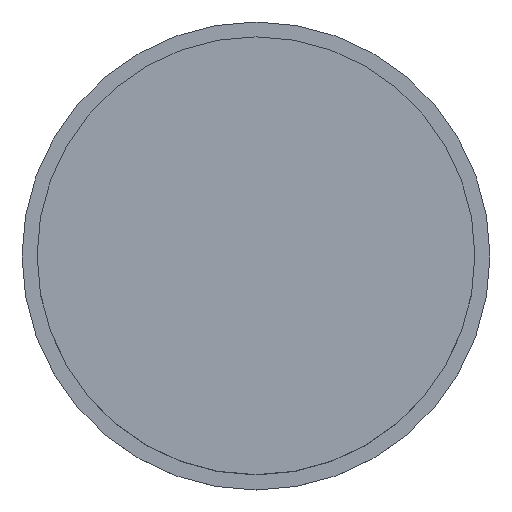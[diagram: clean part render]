
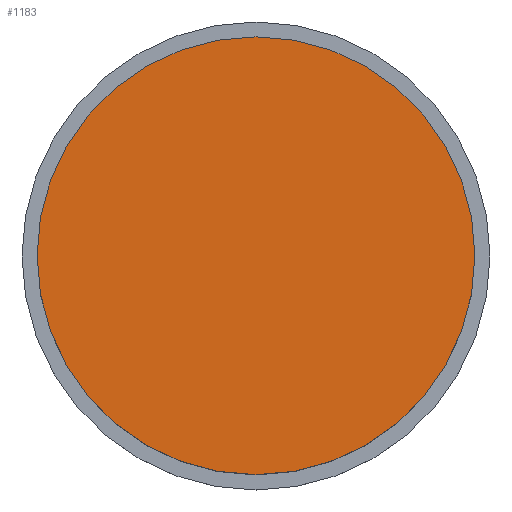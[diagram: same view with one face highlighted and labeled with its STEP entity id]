
A CAD part, top view. The second image highlights one B-rep face of the part: STEP entity #1183.
In plain terms, the highlighted planar face has unit normal (0, 0, 1).
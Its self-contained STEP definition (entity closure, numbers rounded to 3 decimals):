
#450=CARTESIAN_POINT('',(0.,-47.4,-23.85));
#451=DIRECTION('',(0.,0.,-1.));
#452=DIRECTION('',(1.,0.,0.));
#453=AXIS2_PLACEMENT_3D('',#450,#451,#452);
#466=CARTESIAN_POINT('',(0.,-47.4,-23.85));
#467=DIRECTION('',(0.,0.,-1.));
#468=DIRECTION('',(-1.,0.,0.));
#469=AXIS2_PLACEMENT_3D('',#466,#467,#468);
#636=CARTESIAN_POINT('',(7.25,-47.4,-23.85));
#637=CARTESIAN_POINT('',(-7.25,-47.4,-23.85));
#638=VERTEX_POINT('',#636);
#639=VERTEX_POINT('',#637);
#1173=CARTESIAN_POINT('',(0.,0.,-23.85));
#1174=DIRECTION('',(0.,0.,1.));
#1175=DIRECTION('',(0.,1.,0.));
#1176=AXIS2_PLACEMENT_3D('',#1173,#1174,#1175);
#1177=PLANE('',#1176);
#1178=ORIENTED_EDGE('',*,*,#1156,.T.);
#1180=ORIENTED_EDGE('',*,*,#1179,.T.);
#1181=EDGE_LOOP('',(#1178,#1180));
#1182=FACE_OUTER_BOUND('',#1181,.F.);
#1183=ADVANCED_FACE('',(#1182),#1177,.T.);
#454=CIRCLE('',#453,7.25);
#470=CIRCLE('',#469,7.25);
#1156=EDGE_CURVE('',#638,#639,#454,.T.);
#1179=EDGE_CURVE('',#639,#638,#470,.T.);
